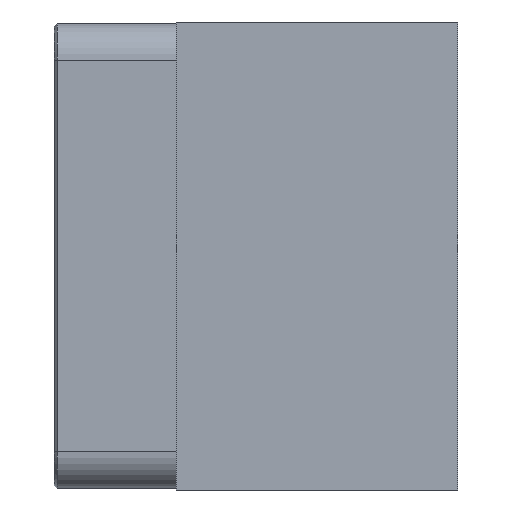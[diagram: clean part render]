
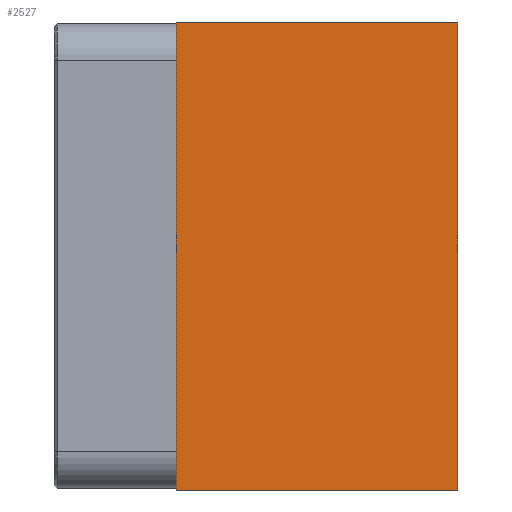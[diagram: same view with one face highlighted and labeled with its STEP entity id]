
A CAD part, left-side view. The second image highlights one B-rep face of the part: STEP entity #2527.
In plain terms, the highlighted planar face has unit normal (-1, 0, 0).
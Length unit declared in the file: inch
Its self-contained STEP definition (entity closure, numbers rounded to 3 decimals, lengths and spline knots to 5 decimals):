
#5=DIRECTION('',(0.,-1.,0.));
#6=VECTOR('',#5,2.875);
#7=CARTESIAN_POINT('',(0.,-1.25,0.));
#8=LINE('',#7,#6);
#205=DIRECTION('',(0.,0.,1.));
#206=VECTOR('',#205,4.781);
#207=CARTESIAN_POINT('',(0.,-4.125,0.));
#208=LINE('',#207,#206);
#279=DIRECTION('',(0.,0.,1.));
#280=VECTOR('',#279,4.781);
#281=CARTESIAN_POINT('',(0.,-1.25,0.));
#282=LINE('',#281,#280);
#295=DIRECTION('',(0.,-1.,0.));
#296=VECTOR('',#295,2.875);
#297=CARTESIAN_POINT('',(0.,-1.25,4.781));
#298=LINE('',#297,#296);
#1887=CARTESIAN_POINT('',(0.,-4.125,0.));
#1889=VERTEX_POINT('',#1887);
#1891=CARTESIAN_POINT('',(0.,-4.125,4.781));
#1893=VERTEX_POINT('',#1891);
#2198=CARTESIAN_POINT('',(0.,-1.25,0.));
#2200=VERTEX_POINT('',#2198);
#2202=CARTESIAN_POINT('',(0.,-1.25,4.781));
#2204=VERTEX_POINT('',#2202);
#2515=CARTESIAN_POINT('',(0.,0.,0.));
#2516=DIRECTION('',(-1.,0.,0.));
#2517=DIRECTION('',(0.,-1.,0.));
#2518=AXIS2_PLACEMENT_3D('',#2515,#2516,#2517);
#2519=PLANE('',#2518);
#2520=ORIENTED_EDGE('',*,*,#2264,.T.);
#2522=ORIENTED_EDGE('',*,*,#2521,.T.);
#2523=ORIENTED_EDGE('',*,*,#2465,.F.);
#2524=ORIENTED_EDGE('',*,*,#2245,.F.);
#2525=EDGE_LOOP('',(#2520,#2522,#2523,#2524));
#2526=FACE_OUTER_BOUND('',#2525,.F.);
#2527=ADVANCED_FACE('',(#2526),#2519,.T.);
#2245=EDGE_CURVE('',#2200,#1889,#8,.T.);
#2264=EDGE_CURVE('',#2200,#2204,#282,.T.);
#2465=EDGE_CURVE('',#1889,#1893,#208,.T.);
#2521=EDGE_CURVE('',#2204,#1893,#298,.T.);
